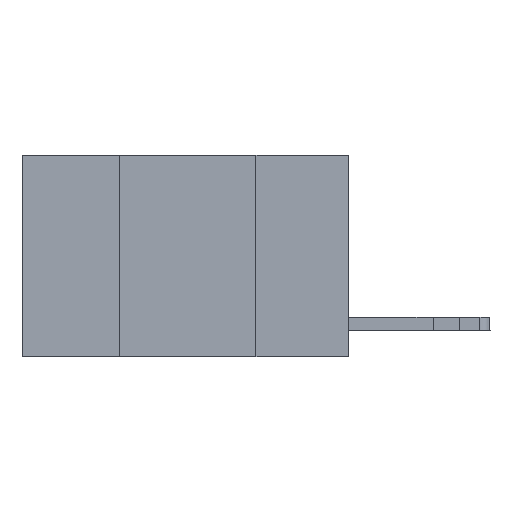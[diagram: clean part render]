
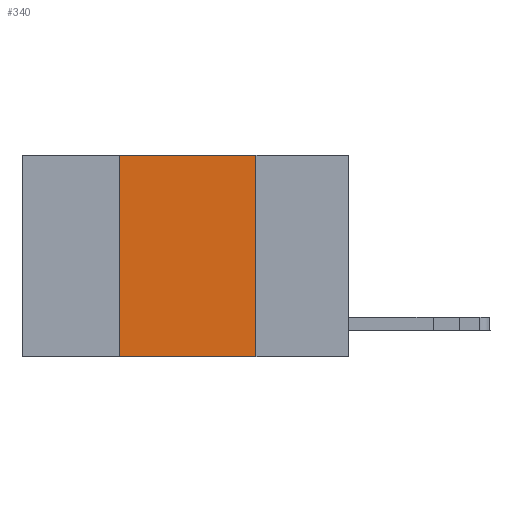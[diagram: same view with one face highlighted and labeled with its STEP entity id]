
A CAD part, left-side view. The second image highlights one B-rep face of the part: STEP entity #340.
In plain terms, the highlighted planar face has unit normal (-1, 0, 0).
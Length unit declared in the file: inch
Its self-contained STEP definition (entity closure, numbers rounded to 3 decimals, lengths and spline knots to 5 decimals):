
#256 = EDGE_CURVE ( 'NONE', #2877, #12520, #3418, .T. ) ;
#340 = ADVANCED_FACE ( 'NONE', ( #2373 ), #5494, .F. ) ;
#553 = DIRECTION ( 'NONE',  ( 0., -1., 0. ) ) ;
#634 = LINE ( 'NONE', #13062, #12060 ) ;
#741 = VECTOR ( 'NONE', #8734, 39.37008 ) ;
#1988 = ORIENTED_EDGE ( 'NONE', *, *, #5098, .F. ) ;
#2340 = ORIENTED_EDGE ( 'NONE', *, *, #256, .F. ) ;
#2373 = FACE_OUTER_BOUND ( 'NONE', #11893, .T. ) ;
#2780 = EDGE_CURVE ( 'NONE', #13271, #5765, #5047, .T. ) ;
#2877 = VERTEX_POINT ( 'NONE', #7231 ) ;
#3106 = CARTESIAN_POINT ( 'NONE',  ( 0., 0.17, 0. ) ) ;
#3303 = CARTESIAN_POINT ( 'NONE',  ( 0., 0.6, -0.37 ) ) ;
#3418 = LINE ( 'NONE', #12085, #741 ) ;
#4336 = EDGE_CURVE ( 'NONE', #2877, #5765, #9329, .T. ) ;
#5047 = LINE ( 'NONE', #3106, #13699 ) ;
#5098 = EDGE_CURVE ( 'NONE', #12520, #13271, #634, .T. ) ;
#5494 = PLANE ( 'NONE',  #9201 ) ;
#5765 = VERTEX_POINT ( 'NONE', #13866 ) ;
#6652 = DIRECTION ( 'NONE',  ( 0., 0., -1. ) ) ;
#7231 = CARTESIAN_POINT ( 'NONE',  ( 0., 0.42, -0.37 ) ) ;
#8473 = ORIENTED_EDGE ( 'NONE', *, *, #4336, .T. ) ;
#8734 = DIRECTION ( 'NONE',  ( 0., 0., 1. ) ) ;
#8982 = VECTOR ( 'NONE', #12428, 39.37008 ) ;
#9201 = AXIS2_PLACEMENT_3D ( 'NONE', #10011, #13354, #6652 ) ;
#9329 = LINE ( 'NONE', #3303, #8982 ) ;
#10011 = CARTESIAN_POINT ( 'NONE',  ( 0., 0.6, 0. ) ) ;
#11143 = DIRECTION ( 'NONE',  ( 0., 0., -1. ) ) ;
#11893 = EDGE_LOOP ( 'NONE', ( #13694, #1988, #2340, #8473 ) ) ;
#12060 = VECTOR ( 'NONE', #553, 39.37008 ) ;
#12085 = CARTESIAN_POINT ( 'NONE',  ( 0., 0.42, 0. ) ) ;
#12428 = DIRECTION ( 'NONE',  ( 0., -1., 0. ) ) ;
#12520 = VERTEX_POINT ( 'NONE', #13385 ) ;
#12603 = CARTESIAN_POINT ( 'NONE',  ( 0., 0.17, 0. ) ) ;
#13062 = CARTESIAN_POINT ( 'NONE',  ( 0., 0.6, 0. ) ) ;
#13271 = VERTEX_POINT ( 'NONE', #12603 ) ;
#13354 = DIRECTION ( 'NONE',  ( 1., 0., 0. ) ) ;
#13385 = CARTESIAN_POINT ( 'NONE',  ( 0., 0.42, 0. ) ) ;
#13694 = ORIENTED_EDGE ( 'NONE', *, *, #2780, .F. ) ;
#13699 = VECTOR ( 'NONE', #11143, 39.37008 ) ;
#13866 = CARTESIAN_POINT ( 'NONE',  ( 0., 0.17, -0.37 ) ) ;
